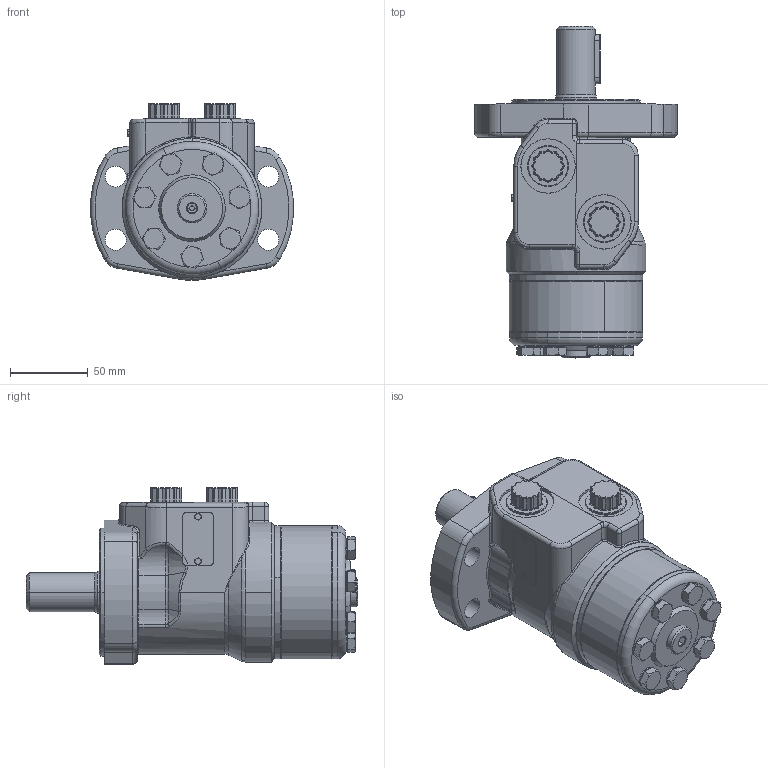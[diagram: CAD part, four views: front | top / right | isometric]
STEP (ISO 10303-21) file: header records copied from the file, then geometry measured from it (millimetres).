
FILE_DESCRIPTION((''),'2;1');
FILE_NAME('155XXXA3212BAAAAS_ASM','2021-11-11T',('U374100'),(''),'CREO PARAMETRIC BY PTC INC, 2015480','CREO PARAMETRIC BY PTC INC, 2015480','');
FILE_SCHEMA(('CONFIG_CONTROL_DESIGN'));
Products named in the file (68): WP013020_AF0; WR018009_CASE; WR018009_SEAL; WR018009_ASM; WP018601_AF0; WP018603_CAGE_AF0; WP018603_ROLL_AF0; WP018603_ROLL_AF1; WP018603_ROLL_AF2; WP018603_ROLL_AF3; WP018603_ROLL_AF4; WP018603_ROLL_AF5; WP018603_ROLL_AF6; WP018603_ROLL_AF7; WP018603_ROLL_AF8; WP018603_ROLL_AF9; WP018603_ROLL_AF10; WP018603_ROLL_AF11; WP018603_ROLL_AF12; WP018603_ROLL_AF13; WP018603_ROLL_AF14; WP018603_ROLL_AF15; WP018603_ROLL_AF16; WP018603_ROLL_AF17; WP018603_AF0_ASM; WP011008_AF0; WR018014_CASE; WR018014_AF0_ASM; WR018014_AF1_ASM; RS018086_AF0; RS018086_AF1; WP012001_AF0; WP250599_AF0; WP250501_AF0_ASM; WP016001_AF0; RE018955_AF0; RE018139_AF0; RE018139_AF1; WHB018084; WHB018084_SEAL ...
Assembly tree (74 placements, depth 3):
  155XXXA3212BAAAAS_ASM
    WP013020_AF0
    WR018009_ASM
      WR018009_CASE
      WR018009_SEAL
    WP018601_AF0
    WP018603_AF0_ASM
      WP018603_CAGE_AF0
      WP018603_ROLL_AF0
      WP018603_ROLL_AF1
      WP018603_ROLL_AF2
      WP018603_ROLL_AF3
      WP018603_ROLL_AF4
      WP018603_ROLL_AF5
      WP018603_ROLL_AF6
      WP018603_ROLL_AF7
      WP018603_ROLL_AF8
      WP018603_ROLL_AF9
      WP018603_ROLL_AF10
      WP018603_ROLL_AF11
      WP018603_ROLL_AF12
      WP018603_ROLL_AF13
      WP018603_ROLL_AF14
      WP018603_ROLL_AF15
      WP018603_ROLL_AF16
      WP018603_ROLL_AF17
    WP011008_AF0
    WR018014_AF0_ASM
      WR018014_CASE
    WR018014_AF1_ASM
      WR018014_CASE
    RS018086_AF0
    RS018086_AF1
    WP012001_AF0
    WP250501_AF0_ASM
      WP250599_AF0
    WP016001_AF0
    RE018955_AF0
    RE018139_AF0
    RE018139_AF1
    WHB018084_ASM
      WHB018084
      WHB018084_SEAL
    RG018005_AF0_ASM
      RG018005_CASE_AF0
      RG018005_INSERT
      RG018005_RUBBER_AF0
    WP014002_AF0
    WP018402_AF0
    WP018402_AF1
    WP018701  x7
    WP018002_AF0
    WP018002_AF1
    WP018002_AF2
    WP018002_AF3
    WP018002_AF4
    WP018002_AF5
    WP018002_AF6
    WR018018_AF0_ASM
      WR018018_BODY_AF0
Bounding box: 130.63 x 213.86 x 113.72 mm (x, y, z)
Volume: 582563.3 mm3; surface area: 173147 mm2
Topology: 37 solids, 55 shells, 1299 faces, 2969 edges, 1794 vertices
Faces by surface type: cylinder 508, plane 282, cone 218, torus 161, bspline 96, sphere 34
Entity records: 47646 total; most frequent: CARTESIAN_POINT 18184, DIRECTION 6359, ORIENTED_EDGE 5630, EDGE_CURVE 2847, AXIS2_PLACEMENT_3D 2680, VERTEX_POINT 1723, EDGE_LOOP 1368, CIRCLE 1331
